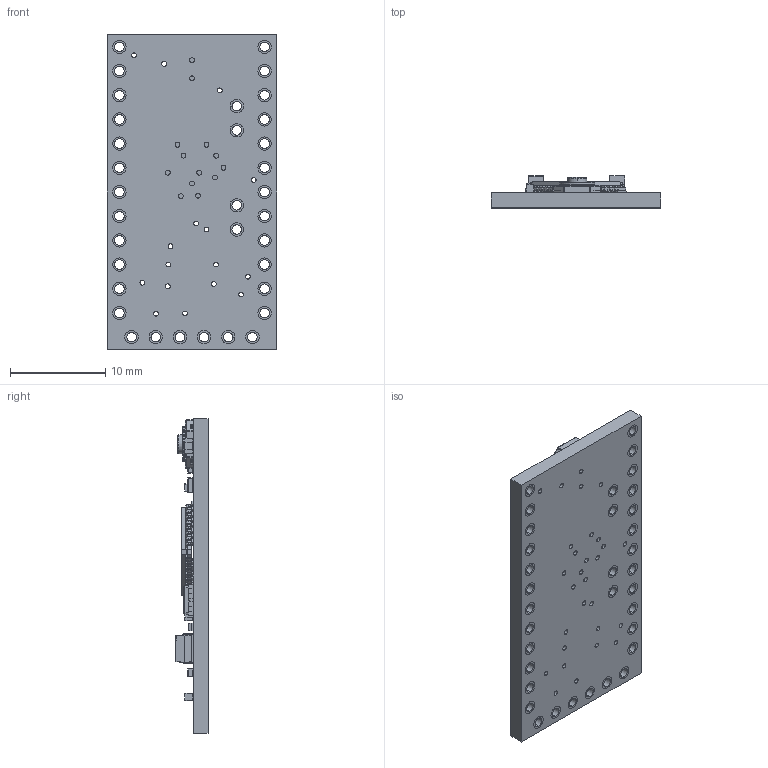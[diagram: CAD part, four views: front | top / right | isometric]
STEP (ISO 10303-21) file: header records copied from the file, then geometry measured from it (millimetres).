
FILE_DESCRIPTION (( 'STEP AP214' ), '1' );
FILE_NAME ('Arduino Pro Mini.STEP', '2023-11-13T16:59:32', ( '' ), ( '' ), 'SwSTEP 2.0', 'SolidWorks 2021', '' );
FILE_SCHEMA (( 'AUTOMOTIVE_DESIGN' ));
Length unit declared in the file: millimetre
Products named in the file (9): Arduino Pro Mini_Board; RESISTOR0603-RES; V_REG_LDOSMD; Arduino Pro Mini; ATMEGA328_ATMEGA168; CAP_POL1206; SMD-ALT01; RESONATOR1_1; CAP0603-CAP
Assembly tree (14 placements, depth 2):
  Arduino Pro Mini
    Arduino Pro Mini_Board
    SMD-ALT01
    ATMEGA328_ATMEGA168
    RESONATOR1_1
    CAP_POL1206  x2
    V_REG_LDOSMD
    RESISTOR0603-RES  x3
    CAP0603-CAP  x4
Bounding box: 17.78 x 3.37 x 33.02 mm (x, y, z)
Volume: 982.4 mm3; surface area: 2494.2 mm2
Topology: 124 solids, 124 shells, 1559 faces, 3814 edges, 2470 vertices
Faces by surface type: plane 947, cylinder 570, bspline 38, sphere 4
Entity records: 39487 total; most frequent: CARTESIAN_POINT 6798, DIRECTION 6650, ORIENTED_EDGE 6252, EDGE_CURVE 3126, AXIS2_PLACEMENT_3D 2262, LINE 2126, VECTOR 2126, VERTEX_POINT 2062
